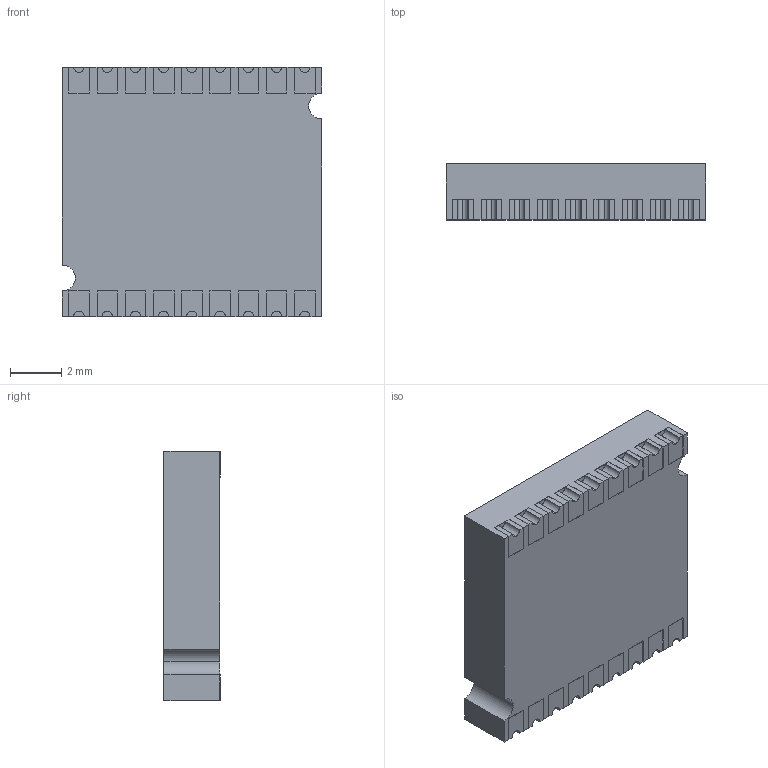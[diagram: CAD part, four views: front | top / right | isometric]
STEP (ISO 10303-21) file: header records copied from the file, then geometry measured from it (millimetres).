
FILE_DESCRIPTION(('STEP AP242'),'1');
FILE_NAME('teseo-liv3f.stp','2020-11-20T00:29:00',('TraceParts'),('TraceParts S.A.'),'Spatial InterOp 3D',' ',' ');
FILE_SCHEMA(('AP242_MANAGED_MODEL_BASED_3D_ENGINEERING_MIM_LF {1 0 10303 442 1 1 4}'));
Length unit declared in the file: millimetre
Products named in the file (1): teseo-liv3f
Bounding box: 10.1 x 2.19 x 9.71 mm (x, y, z)
Volume: 211.1 mm3; surface area: 287.5 mm2
Topology: 1 solids, 1 shells, 174 faces, 516 edges, 344 vertices
Faces by surface type: plane 134, cylinder 40
Entity records: 7188 total; most frequent: CARTESIAN_POINT 1035, ORIENTED_EDGE 1032, DIRECTION 946, EDGE_CURVE 516, LINE 436, VECTOR 436, VERTEX_POINT 344, AXIS2_PLACEMENT_3D 255
